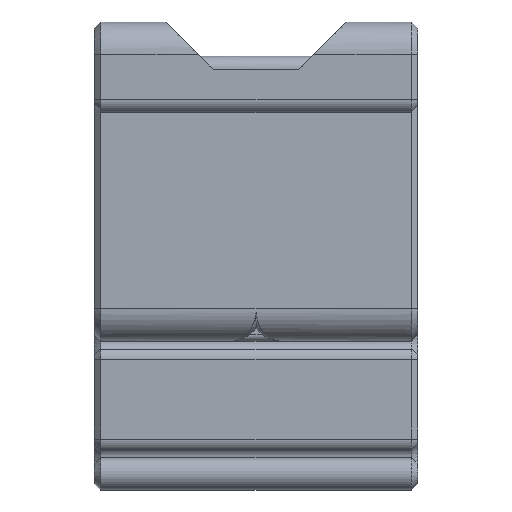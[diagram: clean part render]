
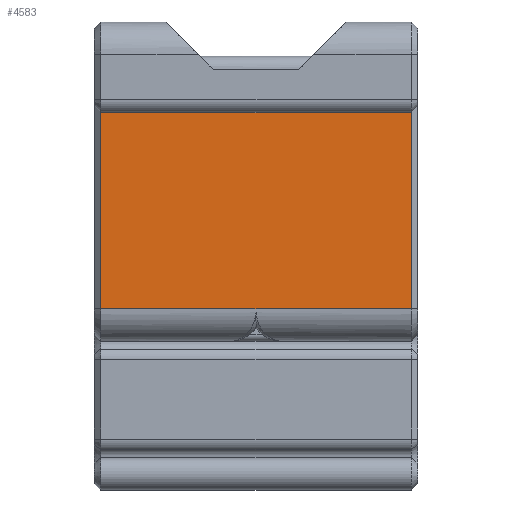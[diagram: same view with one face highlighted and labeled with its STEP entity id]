
A CAD part, left-side view. The second image highlights one B-rep face of the part: STEP entity #4583.
In plain terms, the highlighted planar face has unit normal (-1, 0, 0).
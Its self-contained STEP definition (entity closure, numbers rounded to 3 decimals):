
#525=FACE_OUTER_BOUND('',#801,.T.);
#801=EDGE_LOOP('',(#3326,#3327,#3328,#3329));
#1095=LINE('',#6879,#1517);
#1168=LINE('',#7265,#1590);
#1169=LINE('',#7272,#1591);
#1170=LINE('',#7273,#1592);
#1517=VECTOR('',#5491,10.);
#1590=VECTOR('',#5684,10.);
#1591=VECTOR('',#5693,10.);
#1592=VECTOR('',#5694,10.);
#1914=VERTEX_POINT('',#6869);
#1916=VERTEX_POINT('',#6875);
#1998=VERTEX_POINT('',#7264);
#2000=VERTEX_POINT('',#7271);
#2382=EDGE_CURVE('',#1914,#1916,#1095,.T.);
#2498=EDGE_CURVE('',#1916,#1998,#1168,.T.);
#2502=EDGE_CURVE('',#2000,#1914,#1169,.T.);
#2503=EDGE_CURVE('',#1998,#2000,#1170,.T.);
#3326=ORIENTED_EDGE('',*,*,#2382,.F.);
#3327=ORIENTED_EDGE('',*,*,#2502,.F.);
#3328=ORIENTED_EDGE('',*,*,#2503,.F.);
#3329=ORIENTED_EDGE('',*,*,#2498,.F.);
#4390=PLANE('',#4922);
#4583=ADVANCED_FACE('',(#525),#4390,.T.);
#4922=AXIS2_PLACEMENT_3D('',#7270,#5691,#5692);
#5491=DIRECTION('',(0.,0.,-1.));
#5684=DIRECTION('',(0.,1.,0.));
#5691=DIRECTION('center_axis',(-1.,0.,0.));
#5692=DIRECTION('ref_axis',(0.,0.,1.));
#5693=DIRECTION('',(0.,-1.,0.));
#5694=DIRECTION('',(0.,0.,1.));
#6869=CARTESIAN_POINT('',(0.,1.,36.428));
#6875=CARTESIAN_POINT('',(0.,1.,5.));
#6879=CARTESIAN_POINT('',(0.,1.,6.575));
#7264=CARTESIAN_POINT('',(0.,49.,5.));
#7265=CARTESIAN_POINT('',(0.,0.,5.));
#7270=CARTESIAN_POINT('Origin',(0.,0.,0.));
#7271=CARTESIAN_POINT('',(0.,49.,36.428));
#7272=CARTESIAN_POINT('',(0.,50.,36.428));
#7273=CARTESIAN_POINT('',(0.,49.,6.575));
